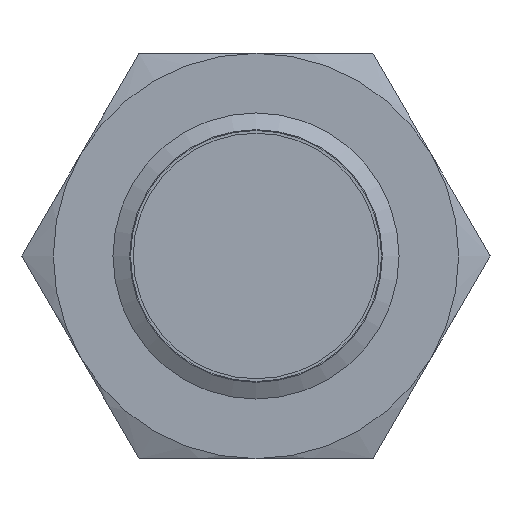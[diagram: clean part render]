
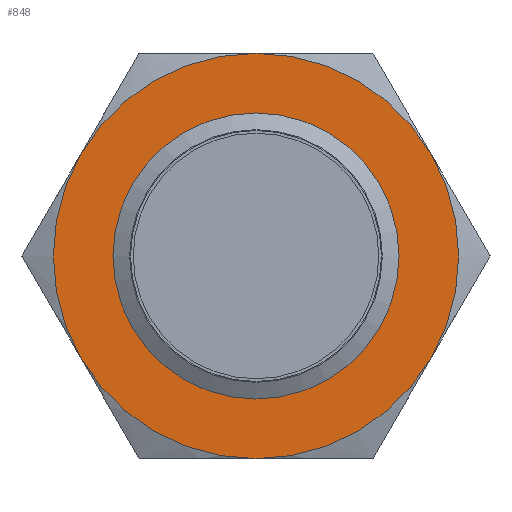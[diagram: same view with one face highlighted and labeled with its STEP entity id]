
A CAD part, left-side view. The second image highlights one B-rep face of the part: STEP entity #848.
In plain terms, the highlighted planar face has unit normal (-1, 0, 0).
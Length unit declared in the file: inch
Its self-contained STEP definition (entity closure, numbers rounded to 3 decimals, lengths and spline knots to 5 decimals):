
#61 = DIRECTION ( 'NONE',  ( 1., 0., 0. ) ) ;
#169 = CIRCLE ( 'NONE', #2142, 0.33465 ) ;
#175 = DIRECTION ( 'NONE',  ( 1., 0., 0. ) ) ;
#228 = DIRECTION ( 'NONE',  ( 0., 1., 0. ) ) ;
#232 = CIRCLE ( 'NONE', #1146, 0.33465 ) ;
#255 = DIRECTION ( 'NONE',  ( 0., 1., 0. ) ) ;
#261 = FACE_OUTER_BOUND ( 'NONE', #2640, .T. ) ;
#295 = AXIS2_PLACEMENT_3D ( 'NONE', #693, #1527, #2340 ) ;
#390 = VERTEX_POINT ( 'NONE', #2512 ) ;
#493 = DIRECTION ( 'NONE',  ( 0., 0., -1. ) ) ;
#520 = CIRCLE ( 'NONE', #2058, 0.33465 ) ;
#539 = VERTEX_POINT ( 'NONE', #576 ) ;
#576 = CARTESIAN_POINT ( 'NONE',  ( 0.3937, -0.28981, 0.16732 ) ) ;
#633 = DIRECTION ( 'NONE',  ( 1., 0., 0. ) ) ;
#686 = DIRECTION ( 'NONE',  ( 1., 0., 0. ) ) ;
#693 = CARTESIAN_POINT ( 'NONE',  ( 0.3937, 0., 0. ) ) ;
#706 = DIRECTION ( 'NONE',  ( 1., 0., 0. ) ) ;
#740 = ORIENTED_EDGE ( 'NONE', *, *, #1922, .F. ) ;
#806 = CARTESIAN_POINT ( 'NONE',  ( 0.3937, 0., 0. ) ) ;
#842 = ORIENTED_EDGE ( 'NONE', *, *, #2695, .F. ) ;
#846 = EDGE_LOOP ( 'NONE', ( #2313 ) ) ;
#848 = ADVANCED_FACE ( 'NONE', ( #1307, #261 ), #1936, .F. ) ;
#955 = CIRCLE ( 'NONE', #2498, 0.23622 ) ;
#974 = VERTEX_POINT ( 'NONE', #1125 ) ;
#1099 = CARTESIAN_POINT ( 'NONE',  ( 0.3937, 0., 0. ) ) ;
#1125 = CARTESIAN_POINT ( 'NONE',  ( 0.3937, -0.28981, -0.16732 ) ) ;
#1146 = AXIS2_PLACEMENT_3D ( 'NONE', #806, #175, #228 ) ;
#1148 = AXIS2_PLACEMENT_3D ( 'NONE', #1099, #61, #493 ) ;
#1239 = VERTEX_POINT ( 'NONE', #2099 ) ;
#1256 = EDGE_CURVE ( 'NONE', #1417, #539, #232, .T. ) ;
#1307 = FACE_BOUND ( 'NONE', #846, .T. ) ;
#1341 = CARTESIAN_POINT ( 'NONE',  ( 0.3937, 0., 0. ) ) ;
#1417 = VERTEX_POINT ( 'NONE', #2441 ) ;
#1518 = ORIENTED_EDGE ( 'NONE', *, *, #2232, .F. ) ;
#1527 = DIRECTION ( 'NONE',  ( 1., 0., 0. ) ) ;
#1535 = ORIENTED_EDGE ( 'NONE', *, *, #2532, .F. ) ;
#1542 = DIRECTION ( 'NONE',  ( 0., 0., 1. ) ) ;
#1658 = ORIENTED_EDGE ( 'NONE', *, *, #1733, .F. ) ;
#1733 = EDGE_CURVE ( 'NONE', #1239, #1417, #520, .T. ) ;
#1748 = CARTESIAN_POINT ( 'NONE',  ( 0.3937, 0., 0. ) ) ;
#1772 = ORIENTED_EDGE ( 'NONE', *, *, #1256, .F. ) ;
#1816 = VERTEX_POINT ( 'NONE', #2458 ) ;
#1818 = CARTESIAN_POINT ( 'NONE',  ( 0.3937, 0., 0. ) ) ;
#1850 = DIRECTION ( 'NONE',  ( 0., 1., 0. ) ) ;
#1884 = AXIS2_PLACEMENT_3D ( 'NONE', #2324, #633, #1850 ) ;
#1916 = CIRCLE ( 'NONE', #295, 0.33465 ) ;
#1922 = EDGE_CURVE ( 'NONE', #390, #1239, #169, .T. ) ;
#1936 = PLANE ( 'NONE',  #1148 ) ;
#2010 = EDGE_CURVE ( 'NONE', #1816, #1816, #955, .T. ) ;
#2058 = AXIS2_PLACEMENT_3D ( 'NONE', #1341, #686, #255 ) ;
#2099 = CARTESIAN_POINT ( 'NONE',  ( 0.3937, 0.28981, 0.16732 ) ) ;
#2130 = CARTESIAN_POINT ( 'NONE',  ( 0.3937, 0., 0. ) ) ;
#2142 = AXIS2_PLACEMENT_3D ( 'NONE', #2130, #2341, #2364 ) ;
#2232 = EDGE_CURVE ( 'NONE', #2450, #390, #2674, .T. ) ;
#2238 = CIRCLE ( 'NONE', #1884, 0.33465 ) ;
#2313 = ORIENTED_EDGE ( 'NONE', *, *, #2010, .F. ) ;
#2324 = CARTESIAN_POINT ( 'NONE',  ( 0.3937, 0., 0. ) ) ;
#2340 = DIRECTION ( 'NONE',  ( 0., 0., -1. ) ) ;
#2341 = DIRECTION ( 'NONE',  ( 1., 0., 0. ) ) ;
#2364 = DIRECTION ( 'NONE',  ( 0., 0., -1. ) ) ;
#2369 = AXIS2_PLACEMENT_3D ( 'NONE', #1748, #706, #2588 ) ;
#2441 = CARTESIAN_POINT ( 'NONE',  ( 0.3937, 0., 0.33465 ) ) ;
#2450 = VERTEX_POINT ( 'NONE', #2504 ) ;
#2458 = CARTESIAN_POINT ( 'NONE',  ( 0.3937, 0., 0.23622 ) ) ;
#2498 = AXIS2_PLACEMENT_3D ( 'NONE', #1818, #2649, #1542 ) ;
#2504 = CARTESIAN_POINT ( 'NONE',  ( 0.3937, 0., -0.33465 ) ) ;
#2512 = CARTESIAN_POINT ( 'NONE',  ( 0.3937, 0.28981, -0.16732 ) ) ;
#2532 = EDGE_CURVE ( 'NONE', #974, #2450, #2238, .T. ) ;
#2588 = DIRECTION ( 'NONE',  ( 0., 1., 0. ) ) ;
#2640 = EDGE_LOOP ( 'NONE', ( #1518, #1535, #842, #1772, #1658, #740 ) ) ;
#2649 = DIRECTION ( 'NONE',  ( -1., 0., 0. ) ) ;
#2674 = CIRCLE ( 'NONE', #2369, 0.33465 ) ;
#2695 = EDGE_CURVE ( 'NONE', #539, #974, #1916, .T. ) ;
